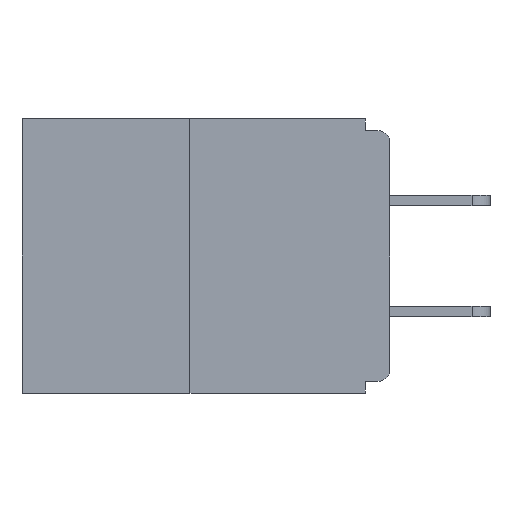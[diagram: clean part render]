
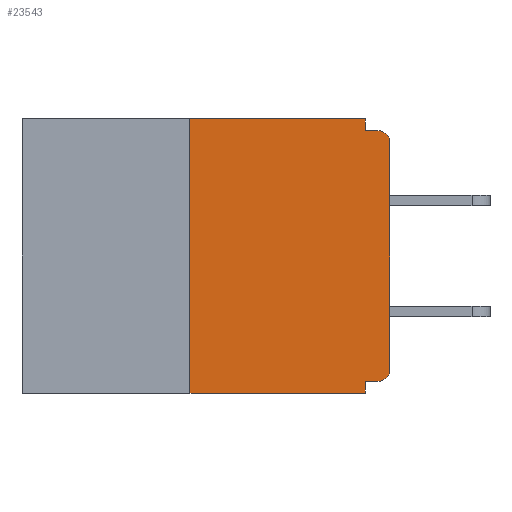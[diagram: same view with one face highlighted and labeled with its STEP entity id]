
A CAD part, left-side view. The second image highlights one B-rep face of the part: STEP entity #23543.
In plain terms, the highlighted planar face has unit normal (-1, 0, 0).
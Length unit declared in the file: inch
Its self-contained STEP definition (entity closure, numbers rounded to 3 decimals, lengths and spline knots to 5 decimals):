
#355 = PLANE ( 'NONE',  #12592 ) ;
#960 = EDGE_CURVE ( 'NONE', #19033, #25617, #11843, .T. ) ;
#1145 = VECTOR ( 'NONE', #27235, 39.37008 ) ;
#1165 = VERTEX_POINT ( 'NONE', #23887 ) ;
#1245 = DIRECTION ( 'NONE',  ( 0., 1., 0. ) ) ;
#1405 = ORIENTED_EDGE ( 'NONE', *, *, #7939, .T. ) ;
#1534 = AXIS2_PLACEMENT_3D ( 'NONE', #14346, #20896, #16693 ) ;
#2702 = EDGE_CURVE ( 'NONE', #8568, #5349, #21756, .T. ) ;
#2803 = VECTOR ( 'NONE', #16101, 39.37008 ) ;
#3011 = EDGE_CURVE ( 'NONE', #5349, #9965, #10745, .T. ) ;
#4283 = FACE_OUTER_BOUND ( 'NONE', #7436, .T. ) ;
#4520 = CARTESIAN_POINT ( 'NONE',  ( 0., 0.031, -0.015 ) ) ;
#4915 = CARTESIAN_POINT ( 'NONE',  ( 0., 0.46, 0. ) ) ;
#5345 = CARTESIAN_POINT ( 'NONE',  ( 0., 0.031, -0.343 ) ) ;
#5349 = VERTEX_POINT ( 'NONE', #18844 ) ;
#5645 = ORIENTED_EDGE ( 'NONE', *, *, #3011, .F. ) ;
#6519 = DIRECTION ( 'NONE',  ( -1., 0., 0. ) ) ;
#6841 = LINE ( 'NONE', #24383, #23846 ) ;
#6886 = EDGE_CURVE ( 'NONE', #17120, #19033, #21326, .T. ) ;
#7436 = EDGE_LOOP ( 'NONE', ( #16682, #18971, #1405, #8616, #12292, #22770, #11847, #12171, #20592, #5645 ) ) ;
#7479 = VERTEX_POINT ( 'NONE', #22767 ) ;
#7607 = EDGE_CURVE ( 'NONE', #9965, #21407, #8292, .T. ) ;
#7939 = EDGE_CURVE ( 'NONE', #1165, #25617, #17996, .T. ) ;
#8292 = LINE ( 'NONE', #27406, #20646 ) ;
#8568 = VERTEX_POINT ( 'NONE', #23927 ) ;
#8616 = ORIENTED_EDGE ( 'NONE', *, *, #960, .F. ) ;
#8726 = DIRECTION ( 'NONE',  ( 1., 0., 0. ) ) ;
#9799 = DIRECTION ( 'NONE',  ( 0., 0., 1. ) ) ;
#9965 = VERTEX_POINT ( 'NONE', #4520 ) ;
#10112 = CIRCLE ( 'NONE', #1534, 0.015 ) ;
#10234 = CARTESIAN_POINT ( 'NONE',  ( 0., 0.031, 0. ) ) ;
#10571 = DIRECTION ( 'NONE',  ( 0., -1., 0. ) ) ;
#10745 = LINE ( 'NONE', #10234, #1145 ) ;
#11213 = CARTESIAN_POINT ( 'NONE',  ( 0., 0.015, -0.328 ) ) ;
#11843 = LINE ( 'NONE', #5345, #21862 ) ;
#11847 = ORIENTED_EDGE ( 'NONE', *, *, #17358, .T. ) ;
#12171 = ORIENTED_EDGE ( 'NONE', *, *, #27190, .T. ) ;
#12292 = ORIENTED_EDGE ( 'NONE', *, *, #6886, .F. ) ;
#12592 = AXIS2_PLACEMENT_3D ( 'NONE', #21796, #8726, #15171 ) ;
#13244 = CARTESIAN_POINT ( 'NONE',  ( 0., 0.031, -0.328 ) ) ;
#14143 = CARTESIAN_POINT ( 'NONE',  ( 0., 0., 0. ) ) ;
#14346 = CARTESIAN_POINT ( 'NONE',  ( 0., 0.015, -0.03 ) ) ;
#14355 = LINE ( 'NONE', #14143, #2803 ) ;
#14838 = DIRECTION ( 'NONE',  ( 0., -1., 0. ) ) ;
#14903 = DIRECTION ( 'NONE',  ( 0., 0., -1. ) ) ;
#15171 = DIRECTION ( 'NONE',  ( 0., 0., -1. ) ) ;
#15355 = AXIS2_PLACEMENT_3D ( 'NONE', #21348, #6519, #14903 ) ;
#15621 = EDGE_CURVE ( 'NONE', #1165, #8568, #6841, .T. ) ;
#16101 = DIRECTION ( 'NONE',  ( 0., 0., 1. ) ) ;
#16682 = ORIENTED_EDGE ( 'NONE', *, *, #2702, .F. ) ;
#16693 = DIRECTION ( 'NONE',  ( 0., 0., -1. ) ) ;
#16974 = CARTESIAN_POINT ( 'NONE',  ( 0., 0.46, -0.343 ) ) ;
#17120 = VERTEX_POINT ( 'NONE', #11213 ) ;
#17358 = EDGE_CURVE ( 'NONE', #22885, #7479, #14355, .T. ) ;
#17633 = DIRECTION ( 'NONE',  ( 0., 0., -1. ) ) ;
#17818 = CARTESIAN_POINT ( 'NONE',  ( 0., 0., -0.313 ) ) ;
#17996 = LINE ( 'NONE', #16974, #21955 ) ;
#18176 = CARTESIAN_POINT ( 'NONE',  ( 0., 0.015, -0.015 ) ) ;
#18844 = CARTESIAN_POINT ( 'NONE',  ( 0., 0.031, 0. ) ) ;
#18971 = ORIENTED_EDGE ( 'NONE', *, *, #15621, .F. ) ;
#19033 = VERTEX_POINT ( 'NONE', #13244 ) ;
#20592 = ORIENTED_EDGE ( 'NONE', *, *, #7607, .F. ) ;
#20646 = VECTOR ( 'NONE', #14838, 39.37008 ) ;
#20896 = DIRECTION ( 'NONE',  ( -1., 0., 0. ) ) ;
#21326 = LINE ( 'NONE', #24420, #26964 ) ;
#21348 = CARTESIAN_POINT ( 'NONE',  ( 0., 0.015, -0.313 ) ) ;
#21407 = VERTEX_POINT ( 'NONE', #18176 ) ;
#21756 = LINE ( 'NONE', #4915, #25731 ) ;
#21796 = CARTESIAN_POINT ( 'NONE',  ( 0., 0.46, 0. ) ) ;
#21862 = VECTOR ( 'NONE', #17633, 39.37008 ) ;
#21955 = VECTOR ( 'NONE', #10571, 39.37008 ) ;
#22767 = CARTESIAN_POINT ( 'NONE',  ( 0., 0., -0.03 ) ) ;
#22770 = ORIENTED_EDGE ( 'NONE', *, *, #26223, .T. ) ;
#22885 = VERTEX_POINT ( 'NONE', #17818 ) ;
#23461 = CIRCLE ( 'NONE', #15355, 0.015 ) ;
#23543 = ADVANCED_FACE ( 'NONE', ( #4283 ), #355, .F. ) ;
#23846 = VECTOR ( 'NONE', #9799, 39.37008 ) ;
#23848 = CARTESIAN_POINT ( 'NONE',  ( 0., 0.031, -0.343 ) ) ;
#23887 = CARTESIAN_POINT ( 'NONE',  ( 0., 0.25, -0.343 ) ) ;
#23927 = CARTESIAN_POINT ( 'NONE',  ( 0., 0.25, 0. ) ) ;
#24383 = CARTESIAN_POINT ( 'NONE',  ( 0., 0.25, 0. ) ) ;
#24420 = CARTESIAN_POINT ( 'NONE',  ( 0., 0., -0.328 ) ) ;
#25617 = VERTEX_POINT ( 'NONE', #23848 ) ;
#25731 = VECTOR ( 'NONE', #25928, 39.37008 ) ;
#25928 = DIRECTION ( 'NONE',  ( 0., -1., 0. ) ) ;
#26223 = EDGE_CURVE ( 'NONE', #17120, #22885, #23461, .T. ) ;
#26964 = VECTOR ( 'NONE', #1245, 39.37008 ) ;
#27190 = EDGE_CURVE ( 'NONE', #7479, #21407, #10112, .T. ) ;
#27235 = DIRECTION ( 'NONE',  ( 0., 0., -1. ) ) ;
#27406 = CARTESIAN_POINT ( 'NONE',  ( 0., 0., -0.015 ) ) ;
